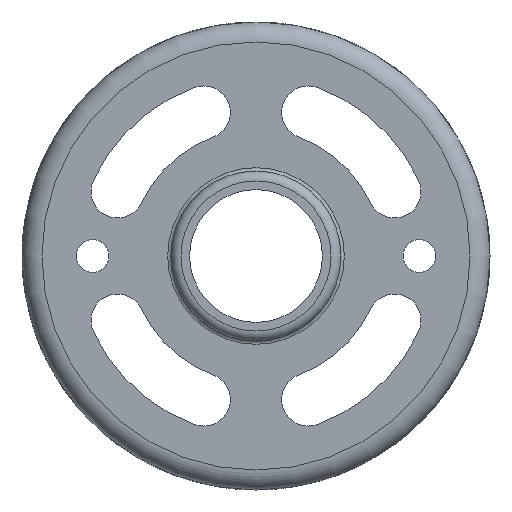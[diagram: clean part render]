
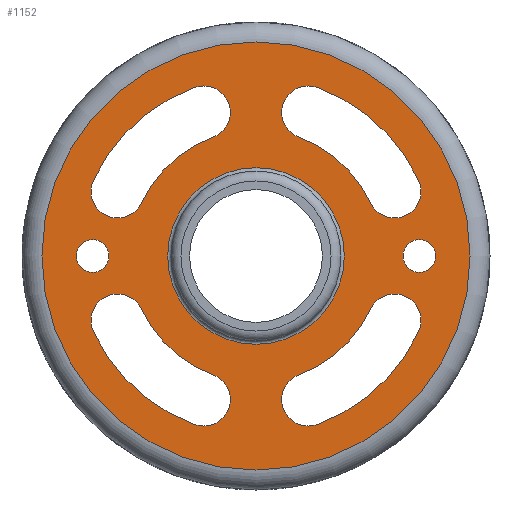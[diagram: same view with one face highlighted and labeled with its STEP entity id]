
A CAD part, left-side view. The second image highlights one B-rep face of the part: STEP entity #1152.
In plain terms, the highlighted planar face has unit normal (-1, 0, 0).
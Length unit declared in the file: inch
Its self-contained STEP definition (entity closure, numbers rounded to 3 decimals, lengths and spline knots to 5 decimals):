
#205=PLANE($,#1226);
#238=FACE_BOUND($,#346,.T.);
#239=FACE_BOUND($,#347,.T.);
#240=FACE_BOUND($,#348,.T.);
#241=FACE_BOUND($,#349,.T.);
#242=FACE_BOUND($,#350,.T.);
#243=FACE_BOUND($,#351,.T.);
#244=FACE_BOUND($,#352,.T.);
#275=FACE_OUTER_BOUND($,#345,.T.);
#345=EDGE_LOOP($,(#813));
#346=EDGE_LOOP($,(#814));
#347=EDGE_LOOP($,(#815));
#348=EDGE_LOOP($,(#816,#817,#818,#819));
#349=EDGE_LOOP($,(#820,#821,#822,#823));
#350=EDGE_LOOP($,(#824,#825,#826,#827));
#351=EDGE_LOOP($,(#828,#829,#830,#831));
#352=EDGE_LOOP($,(#832));
#449=CIRCLE($,#1224,0.26591);
#451=CIRCLE($,#1227,0.64472);
#452=CIRCLE($,#1228,0.04921);
#453=CIRCLE($,#1229,0.38);
#454=CIRCLE($,#1230,0.08);
#455=CIRCLE($,#1231,0.54);
#456=CIRCLE($,#1232,0.08);
#457=CIRCLE($,#1233,0.54);
#458=CIRCLE($,#1234,0.08);
#459=CIRCLE($,#1235,0.38);
#460=CIRCLE($,#1236,0.08);
#461=CIRCLE($,#1237,0.38);
#462=CIRCLE($,#1238,0.08);
#463=CIRCLE($,#1239,0.54);
#464=CIRCLE($,#1240,0.08);
#465=CIRCLE($,#1241,0.38);
#466=CIRCLE($,#1242,0.08);
#467=CIRCLE($,#1243,0.54);
#468=CIRCLE($,#1244,0.08);
#469=CIRCLE($,#1245,0.04921);
#527=VERTEX_POINT($,#1740);
#529=VERTEX_POINT($,#1745);
#530=VERTEX_POINT($,#1747);
#531=VERTEX_POINT($,#1749);
#532=VERTEX_POINT($,#1750);
#533=VERTEX_POINT($,#1752);
#534=VERTEX_POINT($,#1754);
#535=VERTEX_POINT($,#1757);
#536=VERTEX_POINT($,#1758);
#537=VERTEX_POINT($,#1760);
#538=VERTEX_POINT($,#1762);
#539=VERTEX_POINT($,#1765);
#540=VERTEX_POINT($,#1766);
#541=VERTEX_POINT($,#1768);
#542=VERTEX_POINT($,#1770);
#543=VERTEX_POINT($,#1773);
#544=VERTEX_POINT($,#1774);
#545=VERTEX_POINT($,#1776);
#546=VERTEX_POINT($,#1778);
#547=VERTEX_POINT($,#1781);
#644=EDGE_CURVE($,#527,#527,#449,.T.);
#646=EDGE_CURVE($,#529,#529,#451,.T.);
#647=EDGE_CURVE($,#530,#530,#452,.T.);
#648=EDGE_CURVE($,#531,#532,#453,.T.);
#649=EDGE_CURVE($,#532,#533,#454,.T.);
#650=EDGE_CURVE($,#533,#534,#455,.T.);
#651=EDGE_CURVE($,#534,#531,#456,.T.);
#652=EDGE_CURVE($,#535,#536,#457,.T.);
#653=EDGE_CURVE($,#536,#537,#458,.T.);
#654=EDGE_CURVE($,#537,#538,#459,.T.);
#655=EDGE_CURVE($,#538,#535,#460,.T.);
#656=EDGE_CURVE($,#539,#540,#461,.T.);
#657=EDGE_CURVE($,#540,#541,#462,.T.);
#658=EDGE_CURVE($,#541,#542,#463,.T.);
#659=EDGE_CURVE($,#542,#539,#464,.T.);
#660=EDGE_CURVE($,#543,#544,#465,.T.);
#661=EDGE_CURVE($,#544,#545,#466,.T.);
#662=EDGE_CURVE($,#545,#546,#467,.T.);
#663=EDGE_CURVE($,#546,#543,#468,.T.);
#664=EDGE_CURVE($,#547,#547,#469,.T.);
#813=ORIENTED_EDGE($,*,*,#646,.T.);
#814=ORIENTED_EDGE($,*,*,#644,.T.);
#815=ORIENTED_EDGE($,*,*,#647,.T.);
#816=ORIENTED_EDGE($,*,*,#648,.T.);
#817=ORIENTED_EDGE($,*,*,#649,.T.);
#818=ORIENTED_EDGE($,*,*,#650,.T.);
#819=ORIENTED_EDGE($,*,*,#651,.T.);
#820=ORIENTED_EDGE($,*,*,#652,.T.);
#821=ORIENTED_EDGE($,*,*,#653,.T.);
#822=ORIENTED_EDGE($,*,*,#654,.T.);
#823=ORIENTED_EDGE($,*,*,#655,.T.);
#824=ORIENTED_EDGE($,*,*,#656,.T.);
#825=ORIENTED_EDGE($,*,*,#657,.T.);
#826=ORIENTED_EDGE($,*,*,#658,.T.);
#827=ORIENTED_EDGE($,*,*,#659,.T.);
#828=ORIENTED_EDGE($,*,*,#660,.T.);
#829=ORIENTED_EDGE($,*,*,#661,.T.);
#830=ORIENTED_EDGE($,*,*,#662,.T.);
#831=ORIENTED_EDGE($,*,*,#663,.T.);
#832=ORIENTED_EDGE($,*,*,#664,.T.);
#1152=ADVANCED_FACE($,(#275,#238,#239,#240,#241,#242,#243,#244),#205,.F.);
#1224=AXIS2_PLACEMENT_3D($,#1741,#1374,#1375);
#1226=AXIS2_PLACEMENT_3D($,#1744,#1378,#1379);
#1227=AXIS2_PLACEMENT_3D($,#1746,#1380,#1381);
#1228=AXIS2_PLACEMENT_3D($,#1748,#1382,#1383);
#1229=AXIS2_PLACEMENT_3D($,#1751,#1384,#1385);
#1230=AXIS2_PLACEMENT_3D($,#1753,#1386,#1387);
#1231=AXIS2_PLACEMENT_3D($,#1755,#1388,#1389);
#1232=AXIS2_PLACEMENT_3D($,#1756,#1390,#1391);
#1233=AXIS2_PLACEMENT_3D($,#1759,#1392,#1393);
#1234=AXIS2_PLACEMENT_3D($,#1761,#1394,#1395);
#1235=AXIS2_PLACEMENT_3D($,#1763,#1396,#1397);
#1236=AXIS2_PLACEMENT_3D($,#1764,#1398,#1399);
#1237=AXIS2_PLACEMENT_3D($,#1767,#1400,#1401);
#1238=AXIS2_PLACEMENT_3D($,#1769,#1402,#1403);
#1239=AXIS2_PLACEMENT_3D($,#1771,#1404,#1405);
#1240=AXIS2_PLACEMENT_3D($,#1772,#1406,#1407);
#1241=AXIS2_PLACEMENT_3D($,#1775,#1408,#1409);
#1242=AXIS2_PLACEMENT_3D($,#1777,#1410,#1411);
#1243=AXIS2_PLACEMENT_3D($,#1779,#1412,#1413);
#1244=AXIS2_PLACEMENT_3D($,#1780,#1414,#1415);
#1245=AXIS2_PLACEMENT_3D($,#1782,#1416,#1417);
#1374=DIRECTION('center_axis',(1.,0.,0.));
#1375=DIRECTION('ref_axis',(0.,0.,1.));
#1378=DIRECTION('center_axis',(1.,0.,0.));
#1379=DIRECTION('ref_axis',(0.,0.,-1.));
#1380=DIRECTION('center_axis',(-1.,0.,0.));
#1381=DIRECTION('ref_axis',(0.,0.,-1.));
#1382=DIRECTION('center_axis',(1.,0.,0.));
#1383=DIRECTION('ref_axis',(0.,0.,-1.));
#1384=DIRECTION('center_axis',(-1.,0.,0.));
#1385=DIRECTION('ref_axis',(0.,0.342,0.94));
#1386=DIRECTION('center_axis',(1.,0.,0.));
#1387=DIRECTION('ref_axis',(0.,-0.906,-0.423));
#1388=DIRECTION('center_axis',(1.,0.,0.));
#1389=DIRECTION('ref_axis',(0.,0.906,0.423));
#1390=DIRECTION('center_axis',(1.,0.,0.));
#1391=DIRECTION('ref_axis',(0.,0.,1.));
#1392=DIRECTION('center_axis',(1.,0.,0.));
#1393=DIRECTION('ref_axis',(0.,-0.906,-0.423));
#1394=DIRECTION('center_axis',(1.,0.,0.));
#1395=DIRECTION('ref_axis',(0.,-0.342,-0.94));
#1396=DIRECTION('center_axis',(-1.,0.,0.));
#1397=DIRECTION('ref_axis',(0.,-0.342,-0.94));
#1398=DIRECTION('center_axis',(1.,0.,0.));
#1399=DIRECTION('ref_axis',(0.,0.,1.));
#1400=DIRECTION('center_axis',(-1.,0.,0.));
#1401=DIRECTION('ref_axis',(0.,-0.906,0.423));
#1402=DIRECTION('center_axis',(1.,0.,0.));
#1403=DIRECTION('ref_axis',(0.,0.,1.));
#1404=DIRECTION('center_axis',(1.,0.,0.));
#1405=DIRECTION('ref_axis',(0.,-0.342,0.94));
#1406=DIRECTION('center_axis',(1.,0.,0.));
#1407=DIRECTION('ref_axis',(0.,-0.906,0.423));
#1408=DIRECTION('center_axis',(-1.,0.,0.));
#1409=DIRECTION('ref_axis',(0.,0.906,-0.423));
#1410=DIRECTION('center_axis',(1.,0.,0.));
#1411=DIRECTION('ref_axis',(0.,-0.342,0.94));
#1412=DIRECTION('center_axis',(1.,0.,0.));
#1413=DIRECTION('ref_axis',(0.,0.342,-0.94));
#1414=DIRECTION('center_axis',(1.,0.,0.));
#1415=DIRECTION('ref_axis',(0.,0.,1.));
#1416=DIRECTION('center_axis',(1.,0.,0.));
#1417=DIRECTION('ref_axis',(0.,0.,-1.));
#1740=CARTESIAN_POINT('',(-2.24409,0.,-0.26591));
#1741=CARTESIAN_POINT('Origin',(-2.24409,0.,0.));
#1744=CARTESIAN_POINT('Origin',(-2.24409,0.,0.));
#1745=CARTESIAN_POINT('',(-2.24409,0.,-0.64472));
#1746=CARTESIAN_POINT('Origin',(-2.24409,0.,0.));
#1747=CARTESIAN_POINT('',(-2.24409,-0.49213,0.04921));
#1748=CARTESIAN_POINT('Origin',(-2.24409,-0.49213,0.));
#1749=CARTESIAN_POINT('',(-2.24409,0.12997,0.35708));
#1750=CARTESIAN_POINT('',(-2.24409,0.3444,0.16059));
#1751=CARTESIAN_POINT('Origin',(-2.24409,0.,0.));
#1752=CARTESIAN_POINT('',(-2.24409,0.48941,0.22821));
#1753=CARTESIAN_POINT('Origin',(-2.24409,0.4169,0.1944));
#1754=CARTESIAN_POINT('',(-2.24409,0.18469,0.50743));
#1755=CARTESIAN_POINT('Origin',(-2.24409,0.,0.));
#1756=CARTESIAN_POINT('Origin',(-2.24409,0.15733,0.43226));
#1757=CARTESIAN_POINT('',(-2.24409,-0.48941,-0.22821));
#1758=CARTESIAN_POINT('',(-2.24409,-0.18469,-0.50743));
#1759=CARTESIAN_POINT('Origin',(-2.24409,0.,0.));
#1760=CARTESIAN_POINT('',(-2.24409,-0.12997,-0.35708));
#1761=CARTESIAN_POINT('Origin',(-2.24409,-0.15733,-0.43226));
#1762=CARTESIAN_POINT('',(-2.24409,-0.3444,-0.16059));
#1763=CARTESIAN_POINT('Origin',(-2.24409,0.,0.));
#1764=CARTESIAN_POINT('Origin',(-2.24409,-0.4169,-0.1944));
#1765=CARTESIAN_POINT('',(-2.24409,-0.3444,0.16059));
#1766=CARTESIAN_POINT('',(-2.24409,-0.12997,0.35708));
#1767=CARTESIAN_POINT('Origin',(-2.24409,0.,0.));
#1768=CARTESIAN_POINT('',(-2.24409,-0.18469,0.50743));
#1769=CARTESIAN_POINT('Origin',(-2.24409,-0.15733,0.43226));
#1770=CARTESIAN_POINT('',(-2.24409,-0.48941,0.22821));
#1771=CARTESIAN_POINT('Origin',(-2.24409,0.,0.));
#1772=CARTESIAN_POINT('Origin',(-2.24409,-0.4169,0.1944));
#1773=CARTESIAN_POINT('',(-2.24409,0.3444,-0.16059));
#1774=CARTESIAN_POINT('',(-2.24409,0.12997,-0.35708));
#1775=CARTESIAN_POINT('Origin',(-2.24409,0.,0.));
#1776=CARTESIAN_POINT('',(-2.24409,0.18469,-0.50743));
#1777=CARTESIAN_POINT('Origin',(-2.24409,0.15733,-0.43226));
#1778=CARTESIAN_POINT('',(-2.24409,0.48941,-0.22821));
#1779=CARTESIAN_POINT('Origin',(-2.24409,0.,0.));
#1780=CARTESIAN_POINT('Origin',(-2.24409,0.4169,-0.1944));
#1781=CARTESIAN_POINT('',(-2.24409,0.49213,0.04921));
#1782=CARTESIAN_POINT('Origin',(-2.24409,0.49213,0.));
